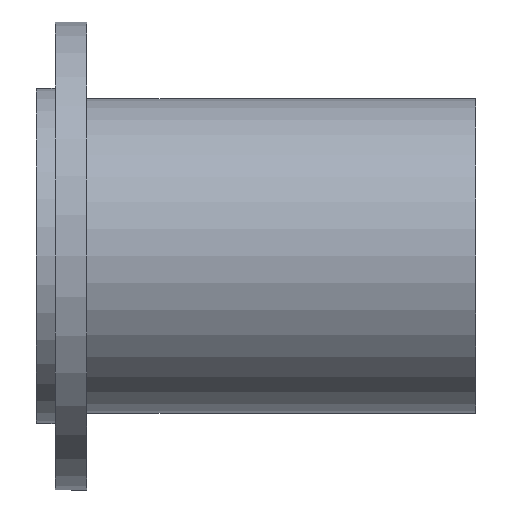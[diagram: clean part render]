
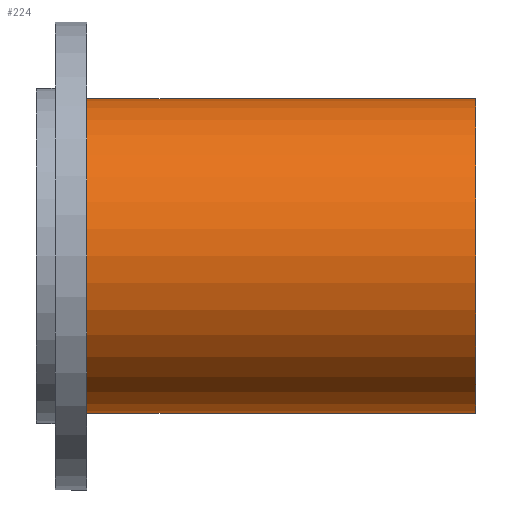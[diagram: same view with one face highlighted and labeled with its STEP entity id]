
A CAD part, front view. The second image highlights one B-rep face of the part: STEP entity #224.
In plain terms, the highlighted cylindrical face has radius 24.9 mm (diameter 49.8 mm), a partial arc.
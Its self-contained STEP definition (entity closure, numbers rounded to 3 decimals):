
#4 = EDGE_CURVE ( 'NONE', #60, #290, #685, .T. ) ;
#60 = VERTEX_POINT ( 'NONE', #281 ) ;
#103 = VERTEX_POINT ( 'NONE', #832 ) ;
#105 = DIRECTION ( 'NONE',  ( 0., 0., 1. ) ) ;
#132 = ORIENTED_EDGE ( 'NONE', *, *, #645, .F. ) ;
#178 = ORIENTED_EDGE ( 'NONE', *, *, #4, .T. ) ;
#221 = CARTESIAN_POINT ( 'NONE',  ( -3.259, 0., -24.9 ) ) ;
#224 = ADVANCED_FACE ( 'NONE', ( #227 ), #487, .T. ) ;
#227 = FACE_OUTER_BOUND ( 'NONE', #401, .T. ) ;
#281 = CARTESIAN_POINT ( 'NONE',  ( 46.281, 0., -24.9 ) ) ;
#285 = CARTESIAN_POINT ( 'NONE',  ( -15.219, 0., -24.9 ) ) ;
#290 = VERTEX_POINT ( 'NONE', #566 ) ;
#300 = CARTESIAN_POINT ( 'NONE',  ( -15.219, 0., 0. ) ) ;
#354 = EDGE_CURVE ( 'NONE', #290, #103, #804, .T. ) ;
#401 = EDGE_LOOP ( 'NONE', ( #869, #178, #626, #132 ) ) ;
#443 = CARTESIAN_POINT ( 'NONE',  ( -3.259, 0., 24.9 ) ) ;
#444 = EDGE_CURVE ( 'NONE', #60, #573, #746, .T. ) ;
#461 = VECTOR ( 'NONE', #771, 1000. ) ;
#472 = CARTESIAN_POINT ( 'NONE',  ( -3.259, 0., 0. ) ) ;
#487 = CYLINDRICAL_SURFACE ( 'NONE', #779, 24.9 ) ;
#498 = DIRECTION ( 'NONE',  ( -1., 0., 0. ) ) ;
#503 = CIRCLE ( 'NONE', #582, 24.9 ) ;
#510 = CARTESIAN_POINT ( 'NONE',  ( 46.281, 0., 0. ) ) ;
#566 = CARTESIAN_POINT ( 'NONE',  ( 46.281, 0., 24.9 ) ) ;
#570 = DIRECTION ( 'NONE',  ( -1., 0., 0. ) ) ;
#571 = DIRECTION ( 'NONE',  ( -1., 0., 0. ) ) ;
#573 = VERTEX_POINT ( 'NONE', #285 ) ;
#582 = AXIS2_PLACEMENT_3D ( 'NONE', #300, #498, #105 ) ;
#591 = DIRECTION ( 'NONE',  ( 0., 0., 1. ) ) ;
#598 = DIRECTION ( 'NONE',  ( 0., 0., 1. ) ) ;
#626 = ORIENTED_EDGE ( 'NONE', *, *, #354, .T. ) ;
#645 = EDGE_CURVE ( 'NONE', #573, #103, #503, .T. ) ;
#685 = CIRCLE ( 'NONE', #760, 24.9 ) ;
#746 = LINE ( 'NONE', #221, #461 ) ;
#760 = AXIS2_PLACEMENT_3D ( 'NONE', #510, #571, #598 ) ;
#771 = DIRECTION ( 'NONE',  ( -1., 0., 0. ) ) ;
#779 = AXIS2_PLACEMENT_3D ( 'NONE', #472, #809, #591 ) ;
#796 = VECTOR ( 'NONE', #570, 1000. ) ;
#804 = LINE ( 'NONE', #443, #796 ) ;
#809 = DIRECTION ( 'NONE',  ( -1., 0., 0. ) ) ;
#832 = CARTESIAN_POINT ( 'NONE',  ( -15.219, 0., 24.9 ) ) ;
#869 = ORIENTED_EDGE ( 'NONE', *, *, #444, .F. ) ;
